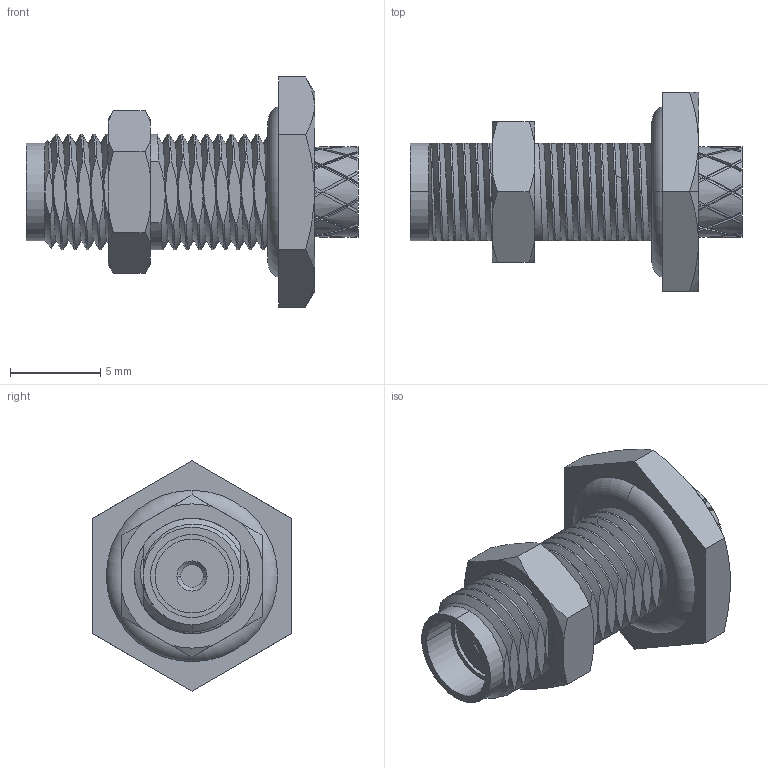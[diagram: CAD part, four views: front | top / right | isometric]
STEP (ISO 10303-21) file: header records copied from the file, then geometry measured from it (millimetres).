
FILE_DESCRIPTION((''),'2;1');
FILE_NAME('2','2021-08-16T',('1111'),(''),'PRO/ENGINEER BY PARAMETRIC TECHNOLOGY CORPORATION, 2012090','PRO/ENGINEER BY PARAMETRIC TECHNOLOGY CORPORATION, 2012090','');
FILE_SCHEMA(('CONFIG_CONTROL_DESIGN'));
Length unit declared in the file: millimetre
Products named in the file (1): 2
Bounding box: 18.4 x 11.04 x 12.75 mm (x, y, z)
Volume: 665.3 mm3; surface area: 845 mm2
Topology: 1 solids, 1 shells, 411 faces, 1095 edges, 695 vertices
Faces by surface type: plane 220, extrusion 80, cylinder 77, cone 20, bspline 12, torus 2
Entity records: 17069 total; most frequent: CARTESIAN_POINT 7985, ORIENTED_EDGE 2190, DIRECTION 1313, EDGE_CURVE 1095, VERTEX_POINT 695, B_SPLINE_CURVE_WITH_KNOTS 666, VECTOR 503, LINE 423
